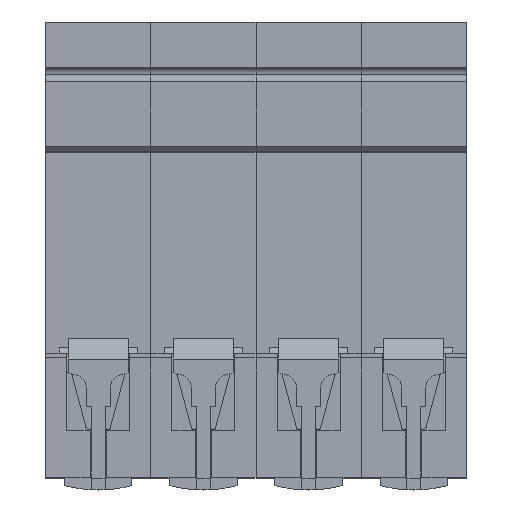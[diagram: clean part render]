
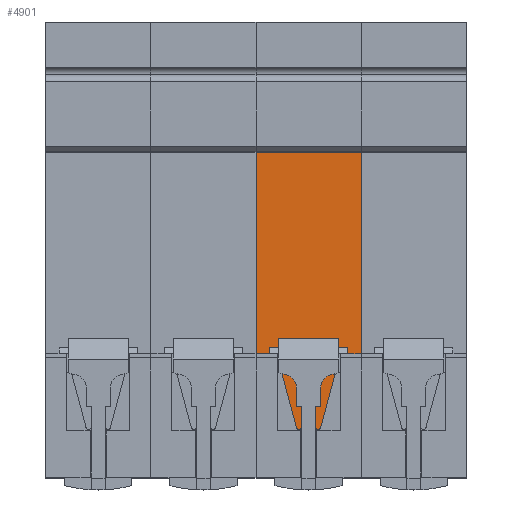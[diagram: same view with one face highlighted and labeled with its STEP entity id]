
A CAD part, top view. The second image highlights one B-rep face of the part: STEP entity #4901.
In plain terms, the highlighted planar face has unit normal (0, 0, 1).
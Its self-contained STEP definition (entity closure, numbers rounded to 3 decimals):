
#49 = DIRECTION ( 'NONE',  ( 0., 1., 0. ) ) ;
#220 = VERTEX_POINT ( 'NONE', #6318 ) ;
#286 = EDGE_CURVE ( 'NONE', #6258, #3785, #3073, .T. ) ;
#329 = CARTESIAN_POINT ( 'NONE',  ( -9., -17.75, 27.804 ) ) ;
#346 = DIRECTION ( 'NONE',  ( 0., 0., 1. ) ) ;
#379 = EDGE_CURVE ( 'NONE', #450, #6157, #7218, .T. ) ;
#450 = VERTEX_POINT ( 'NONE', #7176 ) ;
#509 = CARTESIAN_POINT ( 'NONE',  ( 9., 17.75, 27.804 ) ) ;
#1120 = EDGE_CURVE ( 'NONE', #6146, #6157, #2455, .T. ) ;
#1132 = VECTOR ( 'NONE', #5771, 1000. ) ;
#1555 = LINE ( 'NONE', #6550, #2928 ) ;
#1805 = CARTESIAN_POINT ( 'NONE',  ( -9., -17.75, 27.804 ) ) ;
#1826 = ORIENTED_EDGE ( 'NONE', *, *, #4582, .T. ) ;
#1828 = DIRECTION ( 'NONE',  ( -1., 0., 0. ) ) ;
#2091 = PLANE ( 'NONE',  #2744 ) ;
#2123 = VERTEX_POINT ( 'NONE', #2493 ) ;
#2333 = VECTOR ( 'NONE', #5958, 1000. ) ;
#2405 = CARTESIAN_POINT ( 'NONE',  ( -9., -17.75, 27.804 ) ) ;
#2455 = LINE ( 'NONE', #7242, #4414 ) ;
#2493 = CARTESIAN_POINT ( 'NONE',  ( 6.899, -39., 27.804 ) ) ;
#2744 = AXIS2_PLACEMENT_3D ( 'NONE', #3897, #346, #4473 ) ;
#2928 = VECTOR ( 'NONE', #1828, 1000. ) ;
#3056 = DIRECTION ( 'NONE',  ( 0., -1., 0. ) ) ;
#3073 = LINE ( 'NONE', #6372, #1132 ) ;
#3120 = LINE ( 'NONE', #2405, #6064 ) ;
#3312 = DIRECTION ( 'NONE',  ( 1., 0., 0. ) ) ;
#3462 = EDGE_CURVE ( 'NONE', #2123, #6258, #1555, .T. ) ;
#3628 = ORIENTED_EDGE ( 'NONE', *, *, #7021, .T. ) ;
#3728 = DIRECTION ( 'NONE',  ( 0., -1., 0. ) ) ;
#3785 = VERTEX_POINT ( 'NONE', #5635 ) ;
#3897 = CARTESIAN_POINT ( 'NONE',  ( -9., -17.75, 27.804 ) ) ;
#3977 = EDGE_CURVE ( 'NONE', #7291, #3785, #3120, .T. ) ;
#4196 = CARTESIAN_POINT ( 'NONE',  ( 6.899, -39., 27.804 ) ) ;
#4317 = FACE_OUTER_BOUND ( 'NONE', #5691, .T. ) ;
#4414 = VECTOR ( 'NONE', #3728, 1000. ) ;
#4473 = DIRECTION ( 'NONE',  ( 1., 0., 0. ) ) ;
#4582 = EDGE_CURVE ( 'NONE', #2123, #450, #6332, .T. ) ;
#4764 = VECTOR ( 'NONE', #49, 1000. ) ;
#4893 = ORIENTED_EDGE ( 'NONE', *, *, #379, .T. ) ;
#4901 = ADVANCED_FACE ( 'NONE', ( #4317 ), #2091, .T. ) ;
#4917 = EDGE_CURVE ( 'NONE', #220, #6146, #7612, .T. ) ;
#5159 = VECTOR ( 'NONE', #3056, 1000. ) ;
#5387 = CARTESIAN_POINT ( 'NONE',  ( -9., -17.75, 27.804 ) ) ;
#5529 = CARTESIAN_POINT ( 'NONE',  ( -6.899, -39., 27.804 ) ) ;
#5584 = ORIENTED_EDGE ( 'NONE', *, *, #3462, .F. ) ;
#5635 = CARTESIAN_POINT ( 'NONE',  ( -6.899, -17.75, 27.804 ) ) ;
#5691 = EDGE_LOOP ( 'NONE', ( #1826, #4893, #7544, #5742, #3628, #7255, #6041, #5584 ) ) ;
#5742 = ORIENTED_EDGE ( 'NONE', *, *, #4917, .F. ) ;
#5771 = DIRECTION ( 'NONE',  ( 0., 1., 0. ) ) ;
#5864 = VECTOR ( 'NONE', #3312, 1000. ) ;
#5958 = DIRECTION ( 'NONE',  ( 1., 0., 0. ) ) ;
#6041 = ORIENTED_EDGE ( 'NONE', *, *, #286, .F. ) ;
#6064 = VECTOR ( 'NONE', #6529, 1000. ) ;
#6146 = VERTEX_POINT ( 'NONE', #509 ) ;
#6157 = VERTEX_POINT ( 'NONE', #6613 ) ;
#6240 = CARTESIAN_POINT ( 'NONE',  ( -9., 17.75, 27.804 ) ) ;
#6258 = VERTEX_POINT ( 'NONE', #5529 ) ;
#6318 = CARTESIAN_POINT ( 'NONE',  ( -9., 17.75, 27.804 ) ) ;
#6332 = LINE ( 'NONE', #4196, #4764 ) ;
#6366 = LINE ( 'NONE', #5387, #5159 ) ;
#6372 = CARTESIAN_POINT ( 'NONE',  ( -6.899, -39., 27.804 ) ) ;
#6529 = DIRECTION ( 'NONE',  ( 1., 0., 0. ) ) ;
#6550 = CARTESIAN_POINT ( 'NONE',  ( -1.4, -39., 27.804 ) ) ;
#6613 = CARTESIAN_POINT ( 'NONE',  ( 9., -17.75, 27.804 ) ) ;
#7021 = EDGE_CURVE ( 'NONE', #220, #7291, #6366, .T. ) ;
#7176 = CARTESIAN_POINT ( 'NONE',  ( 6.899, -17.75, 27.804 ) ) ;
#7218 = LINE ( 'NONE', #1805, #2333 ) ;
#7242 = CARTESIAN_POINT ( 'NONE',  ( 9., -17.75, 27.804 ) ) ;
#7255 = ORIENTED_EDGE ( 'NONE', *, *, #3977, .T. ) ;
#7291 = VERTEX_POINT ( 'NONE', #329 ) ;
#7544 = ORIENTED_EDGE ( 'NONE', *, *, #1120, .F. ) ;
#7612 = LINE ( 'NONE', #6240, #5864 ) ;
